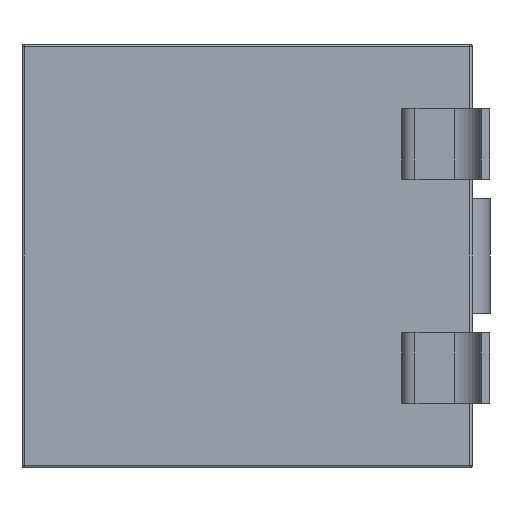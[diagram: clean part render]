
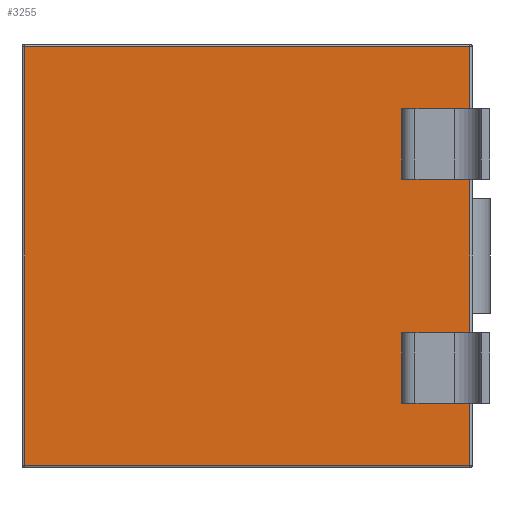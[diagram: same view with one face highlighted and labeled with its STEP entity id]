
A CAD part, left-side view. The second image highlights one B-rep face of the part: STEP entity #3255.
In plain terms, the highlighted planar face has unit normal (-1, 0, 0).
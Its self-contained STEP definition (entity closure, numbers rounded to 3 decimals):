
#57=PLANE('',#3531);
#373=FACE_OUTER_BOUND('',#568,.T.);
#568=EDGE_LOOP('',(#2376,#2377,#2378,#2379));
#740=LINE('',#4743,#1033);
#743=LINE('',#4754,#1036);
#748=LINE('',#4783,#1041);
#761=LINE('',#4816,#1054);
#1033=VECTOR('',#3806,10.);
#1036=VECTOR('',#3819,10.);
#1041=VECTOR('',#3854,10.);
#1054=VECTOR('',#3895,10.);
#1424=VERTEX_POINT('',#4732);
#1425=VERTEX_POINT('',#4736);
#1430=VERTEX_POINT('',#4749);
#1437=VERTEX_POINT('',#4776);
#1765=EDGE_CURVE('',#1425,#1424,#740,.T.);
#1771=EDGE_CURVE('',#1424,#1430,#743,.T.);
#1785=EDGE_CURVE('',#1437,#1425,#748,.T.);
#1804=EDGE_CURVE('',#1430,#1437,#761,.T.);
#2376=ORIENTED_EDGE('',*,*,#1765,.F.);
#2377=ORIENTED_EDGE('',*,*,#1785,.F.);
#2378=ORIENTED_EDGE('',*,*,#1804,.F.);
#2379=ORIENTED_EDGE('',*,*,#1771,.F.);
#3255=ADVANCED_FACE('',(#373),#57,.T.);
#3531=AXIS2_PLACEMENT_3D('',#4820,#3900,#3901);
#3806=DIRECTION('',(0.,0.,-1.));
#3819=DIRECTION('',(0.,1.,0.));
#3854=DIRECTION('',(0.,-1.,0.));
#3895=DIRECTION('',(0.,0.,1.));
#3900=DIRECTION('center_axis',(-1.,0.,0.));
#3901=DIRECTION('ref_axis',(0.,0.,1.));
#4732=CARTESIAN_POINT('',(-1.75,0.03,-2.37));
#4736=CARTESIAN_POINT('',(-1.75,0.03,2.37));
#4743=CARTESIAN_POINT('',(-1.75,0.03,-1.2));
#4749=CARTESIAN_POINT('',(-1.75,5.07,-2.37));
#4754=CARTESIAN_POINT('',(-1.75,0.,-2.37));
#4776=CARTESIAN_POINT('',(-1.75,5.07,2.37));
#4783=CARTESIAN_POINT('',(-1.75,0.,2.37));
#4816=CARTESIAN_POINT('',(-1.75,5.07,-1.2));
#4820=CARTESIAN_POINT('Origin',(-1.75,0.,-2.4));
